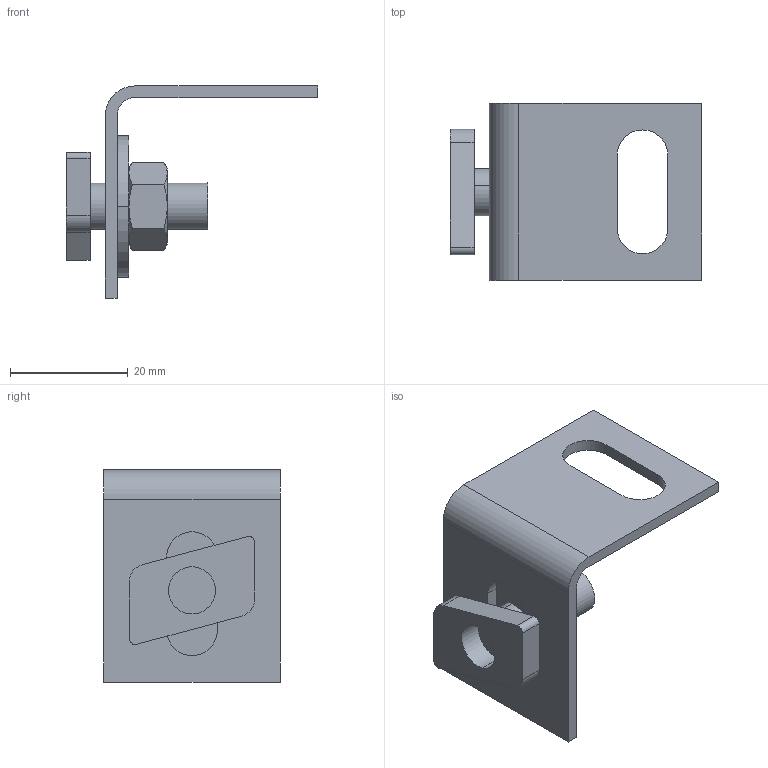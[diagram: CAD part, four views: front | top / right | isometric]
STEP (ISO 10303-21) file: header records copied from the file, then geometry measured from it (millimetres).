
FILE_DESCRIPTION(('Creo Elements/Direct Modeling STEP Export'),'2;1');
FILE_NAME('0093.0603 ER MS.stp','2019-03-26T14:40:12',(''),(''),'PTC Creo Elements/Direct Modeling STEP processor for AP214 (Solid Model)','PTC Creo Elements/Direct Modeling 19.0C 15-Aug-2015 (C) Parametric Technology GmbH','');
FILE_SCHEMA(('AUTOMOTIVE_DESIGN { 1 0 10303 214 1 1 1 1 }'));
Length unit declared in the file: millimetre
Products named in the file (2): Hammerkopfschraube_Y3506021004K
Assembly tree (1 placements, depth 2):
  Hammerkopfschraube_Y3506021004K
    Hammerkopfschraube_Y3506021004K
Bounding box: 42.6 x 30 x 36 mm (x, y, z)
Volume: 6756.4 mm3; surface area: 6051.2 mm2
Topology: 2 solids, 2 shells, 65 faces, 150 edges, 94 vertices
Faces by surface type: plane 33, cylinder 20, cone 12
Entity records: 2067 total; most frequent: CARTESIAN_POINT 569, ORIENTED_EDGE 304, DIRECTION 256, EDGE_CURVE 150, VERTEX_POINT 94, AXIS2_PLACEMENT_3D 93, EDGE_LOOP 74, VECTOR 70
